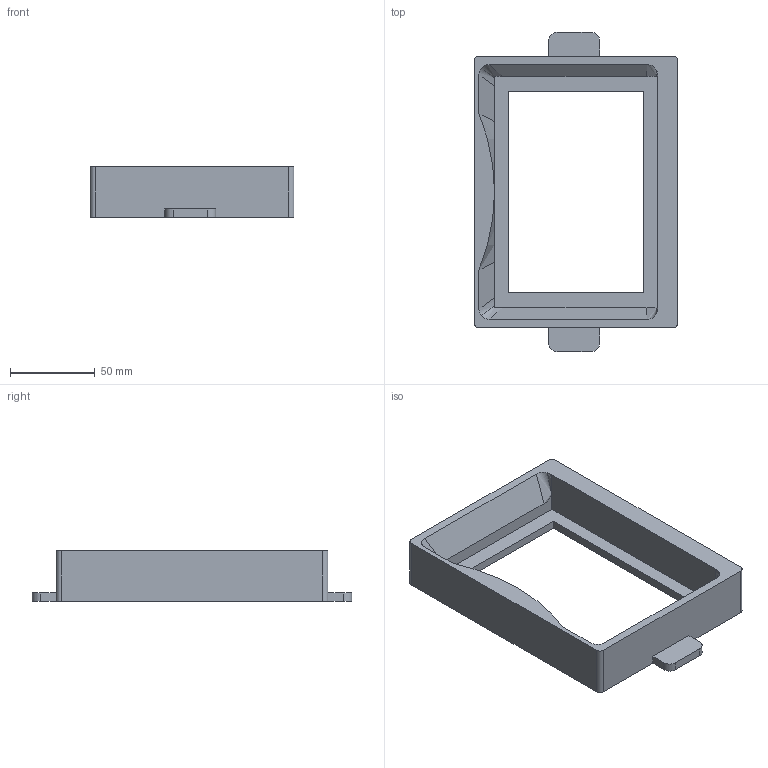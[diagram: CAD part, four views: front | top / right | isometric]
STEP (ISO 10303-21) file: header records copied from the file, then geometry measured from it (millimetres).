
FILE_DESCRIPTION(('FreeCAD Model'),'2;1');
FILE_NAME('VAT.step','2015-07-29T19:33:05',('Author'),(''), 'Open CASCADE STEP processor 6.8','FreeCAD','Unknown');
FILE_SCHEMA(('AUTOMOTIVE_DESIGN_CC2 { 1 2 10303 214 -1 1 5 4 }'));
Length unit declared in the file: millimetre
Products named in the file (1): VAT
Bounding box: 120 x 188 x 30 mm (x, y, z)
Volume: 187960 mm3; surface area: 50209 mm2
Topology: 1 solids, 1 shells, 47 faces, 133 edges, 89 vertices
Faces by surface type: plane 23, bspline 16, cylinder 8
Entity records: 10899 total; most frequent: CARTESIAN_POINT 8388, DIRECTION 403, LINE 269, VECTOR 269, ORIENTED_EDGE 266, PCURVE 266, DEFINITIONAL_REPRESENTATION 266, EDGE_CURVE 133
